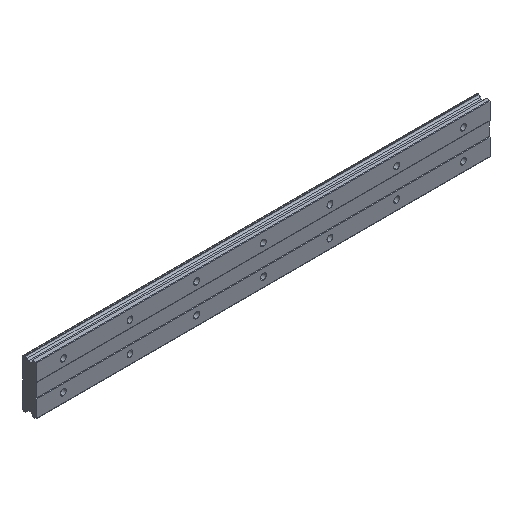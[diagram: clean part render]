
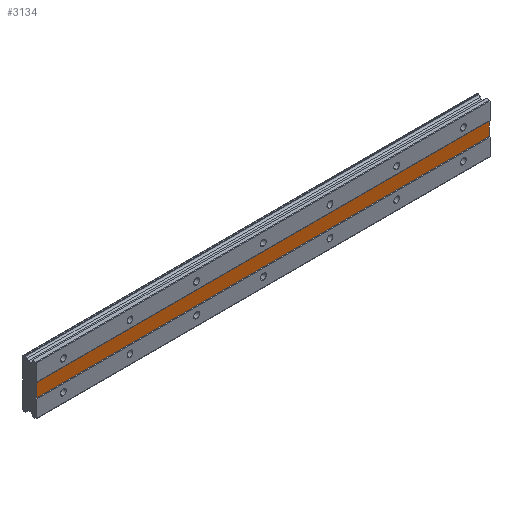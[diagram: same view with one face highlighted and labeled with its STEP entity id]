
A CAD part, isometric view. The second image highlights one B-rep face of the part: STEP entity #3134.
In plain terms, the highlighted planar face has unit normal (0, -1, 0).
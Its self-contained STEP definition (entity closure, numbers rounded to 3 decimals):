
#52 = VERTEX_POINT ( 'NONE', #1684 ) ;
#101 = CARTESIAN_POINT ( 'NONE',  ( 320., 0.5, -5. ) ) ;
#120 = ORIENTED_EDGE ( 'NONE', *, *, #1445, .T. ) ;
#253 = DIRECTION ( 'NONE',  ( 1., 0., 0. ) ) ;
#294 = ORIENTED_EDGE ( 'NONE', *, *, #1438, .F. ) ;
#355 = DIRECTION ( 'NONE',  ( 1., 0., 0. ) ) ;
#418 = EDGE_LOOP ( 'NONE', ( #1959, #1145, #294, #120 ) ) ;
#537 = CARTESIAN_POINT ( 'NONE',  ( 320., 0.5, -5. ) ) ;
#540 = DIRECTION ( 'NONE',  ( 0., 0., -1. ) ) ;
#595 = EDGE_CURVE ( 'NONE', #52, #1871, #1214, .T. ) ;
#628 = VECTOR ( 'NONE', #355, 1000. ) ;
#639 = CARTESIAN_POINT ( 'NONE',  ( 320., 0.5, 5. ) ) ;
#889 = CARTESIAN_POINT ( 'NONE',  ( 320., 0.5, 5. ) ) ;
#896 = VECTOR ( 'NONE', #253, 1000. ) ;
#906 = CARTESIAN_POINT ( 'NONE',  ( -20., 0.5, 18.34 ) ) ;
#946 = CARTESIAN_POINT ( 'NONE',  ( -20., 0.5, 5. ) ) ;
#955 = CARTESIAN_POINT ( 'NONE',  ( -20., 0.5, -5. ) ) ;
#1113 = FACE_OUTER_BOUND ( 'NONE', #418, .T. ) ;
#1131 = LINE ( 'NONE', #889, #628 ) ;
#1134 = VERTEX_POINT ( 'NONE', #946 ) ;
#1145 = ORIENTED_EDGE ( 'NONE', *, *, #595, .F. ) ;
#1214 = LINE ( 'NONE', #1864, #1638 ) ;
#1359 = DIRECTION ( 'NONE',  ( 0., 0., -1. ) ) ;
#1438 = EDGE_CURVE ( 'NONE', #1134, #52, #1131, .T. ) ;
#1445 = EDGE_CURVE ( 'NONE', #1134, #2008, #2910, .T. ) ;
#1553 = LINE ( 'NONE', #537, #896 ) ;
#1638 = VECTOR ( 'NONE', #540, 1000. ) ;
#1642 = DIRECTION ( 'NONE',  ( 0., 1., 0. ) ) ;
#1684 = CARTESIAN_POINT ( 'NONE',  ( 320., 0.5, 5. ) ) ;
#1737 = EDGE_CURVE ( 'NONE', #2008, #1871, #1553, .T. ) ;
#1803 = VECTOR ( 'NONE', #1359, 1000. ) ;
#1864 = CARTESIAN_POINT ( 'NONE',  ( 320., 0.5, 18.34 ) ) ;
#1871 = VERTEX_POINT ( 'NONE', #101 ) ;
#1878 = DIRECTION ( 'NONE',  ( 0., 0., 1. ) ) ;
#1959 = ORIENTED_EDGE ( 'NONE', *, *, #1737, .T. ) ;
#2008 = VERTEX_POINT ( 'NONE', #955 ) ;
#2910 = LINE ( 'NONE', #906, #1803 ) ;
#3134 = ADVANCED_FACE ( 'NONE', ( #1113 ), #3192, .F. ) ;
#3192 = PLANE ( 'NONE',  #3293 ) ;
#3293 = AXIS2_PLACEMENT_3D ( 'NONE', #639, #1642, #1878 ) ;
